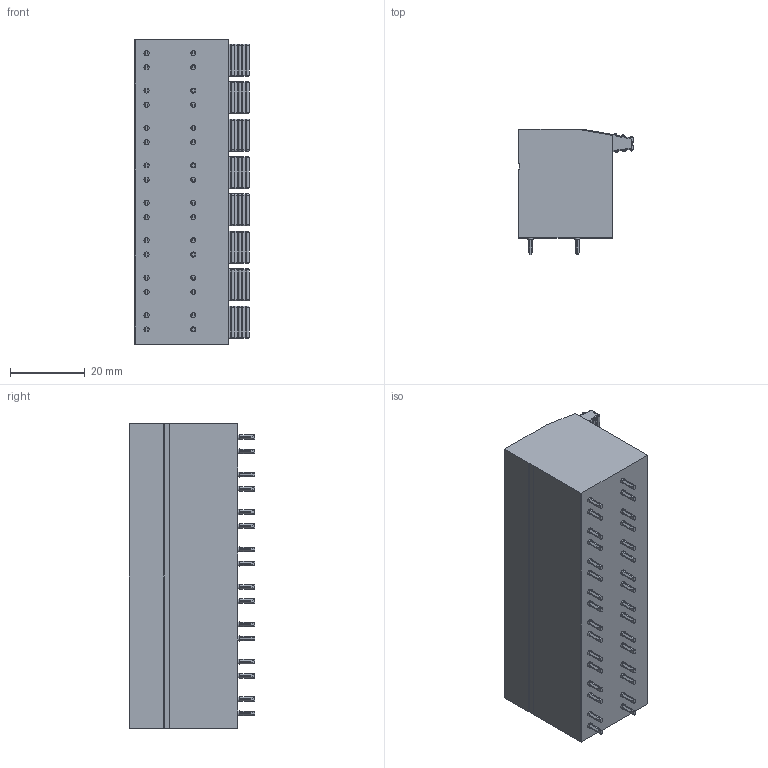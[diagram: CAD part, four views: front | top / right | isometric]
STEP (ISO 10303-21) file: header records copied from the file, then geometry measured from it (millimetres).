
FILE_DESCRIPTION(('SolidDesigner STEP Export'),'2;1');
FILE_NAME('plh_16-8-10.stp','2013-09-16T10:21:20',(''),(''),'Creo Elements/Direct Modeling STEP processor for AP214 (Solid Model)','Creo Elements/Direct Modeling 18.1B 29-Sep-2012 (C) Parametric Technology GmbH','');
FILE_SCHEMA(('AUTOMOTIVE_DESIGN { 1 0 10303 214 1 1 1 1 }'));
Products named in the file (2): plh_16-8-10
Assembly tree (1 placements, depth 2):
  plh_16-8-10
    plh_16-8-10
Bounding box: 30.5 x 33.5 x 81.4 mm (x, y, z)
Volume: 54758.1 mm3; surface area: 14284.3 mm2
Topology: 2 solids, 8 shells, 1500 faces, 3787 edges, 2384 vertices
Faces by surface type: plane 711, cylinder 469, torus 304, extrusion 16
Entity records: 58759 total; most frequent: CARTESIAN_POINT 10250, DIRECTION 7867, ORIENTED_EDGE 7588, EDGE_CURVE 3787, AXIS2_PLACEMENT_3D 2794, VERTEX_POINT 2384, VECTOR 2279, LINE 2263
